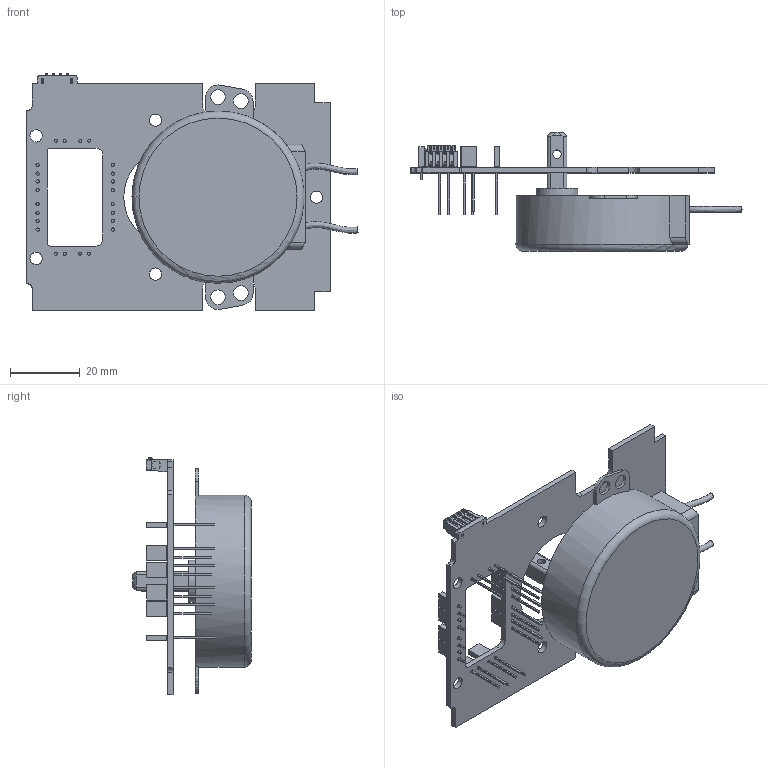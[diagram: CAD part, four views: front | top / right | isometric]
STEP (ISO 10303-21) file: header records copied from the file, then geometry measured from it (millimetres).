
FILE_DESCRIPTION(/* description */ (''),/* implementation_level */ '2;1');
FILE_NAME(/* name */ 'PCB N MOTOR.stp',/* time_stamp */ '2024-05-03T16:57:16+09:00',/* author */ (''),/* organization */ (''),/* preprocessor_version */ 'ST-DEVELOPER v19.4',/* originating_system */ 'SIEMENS PLM Software NX2306.1700',/* authorisation */ '');
FILE_SCHEMA (('AP203_CONFIGURATION_CONTROLLED_3D_DESIGN_OF_MECHANICAL_PARTS_AND_ASSEMBLIES_MIM_LF { 1 0 10303 403 2 1 2}'));
Length unit declared in the file: millimetre
Products named in the file (1): PCB_stp_objects
Bounding box: 94.91 x 34 x 67.93 mm (x, y, z)
Volume: 39212.4 mm3; surface area: 18692.8 mm2
Topology: 15 solids, 19 shells, 920 faces, 2612 edges, 1712 vertices
Faces by surface type: plane 731, cylinder 178, sphere 8, bspline 2, torus 1
Full cylindrical faces by diameter (mm): 0.9 x24, 2.4 x1, 3.5 x5, 4.2 x4, 12 x1, 28.044 x1
Entity records: 32257 total; most frequent: CARTESIAN_POINT 6569, ORIENTED_EDGE 5160, DIRECTION 4689, EDGE_CURVE 2580, LINE 2173, VECTOR 2173, VERTEX_POINT 1700, AXIS2_PLACEMENT_3D 1258
